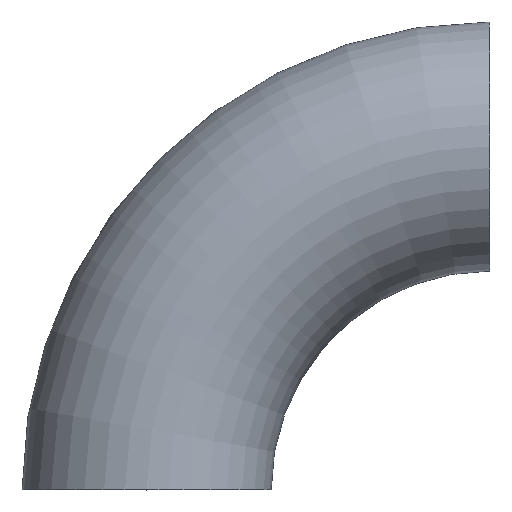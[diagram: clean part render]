
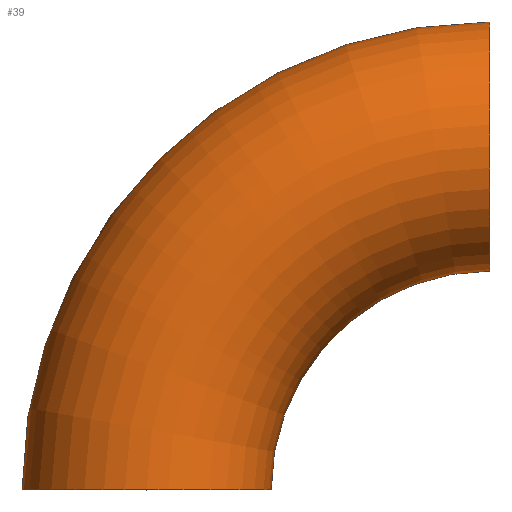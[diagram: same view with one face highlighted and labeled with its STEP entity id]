
A CAD part, top view. The second image highlights one B-rep face of the part: STEP entity #39.
In plain terms, the highlighted toroidal (fillet/blend) face has major radius 350 mm and minor radius 127 mm.
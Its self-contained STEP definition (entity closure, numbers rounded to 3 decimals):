
#8 = AXIS2_PLACEMENT_3D ( 'NONE', #105, #144, #220 ) ;
#11 = VERTEX_POINT ( 'NONE', #140 ) ;
#20 = CARTESIAN_POINT ( 'NONE',  ( 350., 0., 0. ) ) ;
#22 = DIRECTION ( 'NONE',  ( 1., 0., 0. ) ) ;
#27 = VERTEX_POINT ( 'NONE', #174 ) ;
#37 = ORIENTED_EDGE ( 'NONE', *, *, #71, .T. ) ;
#39 = ADVANCED_FACE ( 'NONE', ( #147 ), #227, .T. ) ;
#42 = DIRECTION ( 'NONE',  ( 1., 0., 0. ) ) ;
#43 = VERTEX_POINT ( 'NONE', #211 ) ;
#70 = DIRECTION ( 'NONE',  ( 0., 0., 1. ) ) ;
#71 = EDGE_CURVE ( 'NONE', #43, #228, #171, .T. ) ;
#77 = AXIS2_PLACEMENT_3D ( 'NONE', #20, #70, #22 ) ;
#78 = ORIENTED_EDGE ( 'NONE', *, *, #199, .T. ) ;
#90 = CIRCLE ( 'NONE', #8, 127. ) ;
#94 = CARTESIAN_POINT ( 'NONE',  ( 0., 0., 0. ) ) ;
#96 = DIRECTION ( 'NONE',  ( 1., 0., 0. ) ) ;
#102 = CARTESIAN_POINT ( 'NONE',  ( 350., 0., 0. ) ) ;
#105 = CARTESIAN_POINT ( 'NONE',  ( 350., 350., 0. ) ) ;
#113 = ORIENTED_EDGE ( 'NONE', *, *, #190, .F. ) ;
#123 = EDGE_CURVE ( 'NONE', #11, #27, #221, .T. ) ;
#140 = CARTESIAN_POINT ( 'NONE',  ( 350., 223., 0. ) ) ;
#141 = ORIENTED_EDGE ( 'NONE', *, *, #123, .F. ) ;
#144 = DIRECTION ( 'NONE',  ( 1., 0., 0. ) ) ;
#145 = DIRECTION ( 'NONE',  ( 0., 0., 1. ) ) ;
#147 = FACE_OUTER_BOUND ( 'NONE', #230, .T. ) ;
#171 = CIRCLE ( 'NONE', #77, 477. ) ;
#174 = CARTESIAN_POINT ( 'NONE',  ( 127., 0., 0. ) ) ;
#175 = AXIS2_PLACEMENT_3D ( 'NONE', #216, #145, #96 ) ;
#178 = DIRECTION ( 'NONE',  ( 0., 0., 1. ) ) ;
#190 = EDGE_CURVE ( 'NONE', #43, #11, #90, .T. ) ;
#196 = CARTESIAN_POINT ( 'NONE',  ( -127., 0., 0. ) ) ;
#199 = EDGE_CURVE ( 'NONE', #228, #27, #202, .T. ) ;
#202 = CIRCLE ( 'NONE', #223, 127. ) ;
#211 = CARTESIAN_POINT ( 'NONE',  ( 350., 477., 0. ) ) ;
#216 = CARTESIAN_POINT ( 'NONE',  ( 350., 0., 0. ) ) ;
#220 = DIRECTION ( 'NONE',  ( 0., 0., 1. ) ) ;
#221 = CIRCLE ( 'NONE', #175, 223. ) ;
#222 = DIRECTION ( 'NONE',  ( 0., 1., 0. ) ) ;
#223 = AXIS2_PLACEMENT_3D ( 'NONE', #94, #222, #178 ) ;
#227 = TOROIDAL_SURFACE ( 'NONE', #242, 350., 127. ) ;
#228 = VERTEX_POINT ( 'NONE', #196 ) ;
#230 = EDGE_LOOP ( 'NONE', ( #113, #37, #78, #141 ) ) ;
#233 = DIRECTION ( 'NONE',  ( 0., 0., 1. ) ) ;
#242 = AXIS2_PLACEMENT_3D ( 'NONE', #102, #233, #42 ) ;
